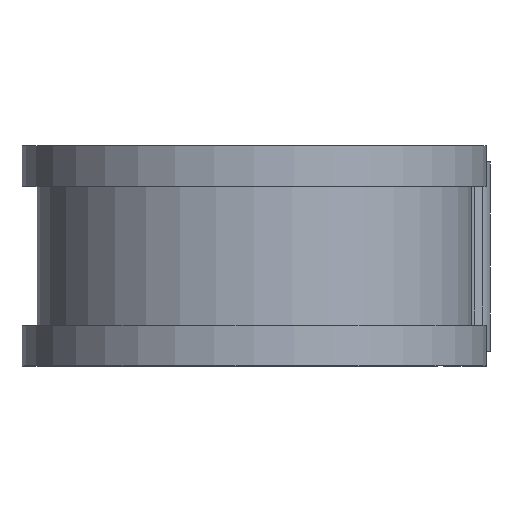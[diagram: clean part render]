
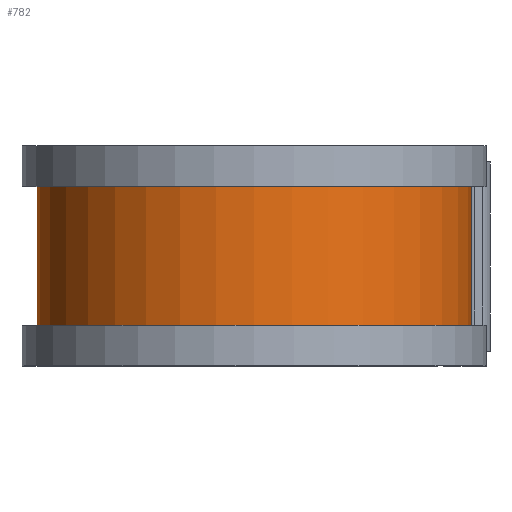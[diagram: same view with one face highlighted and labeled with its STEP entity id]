
A CAD part, top view. The second image highlights one B-rep face of the part: STEP entity #782.
In plain terms, the highlighted cylindrical face has radius 21.793 mm (diameter 43.586 mm), a partial arc.
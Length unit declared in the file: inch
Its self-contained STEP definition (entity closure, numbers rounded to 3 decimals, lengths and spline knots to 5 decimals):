
#14 = DIRECTION ( 'NONE',  ( 0., -1., 0. ) ) ;
#74 = VERTEX_POINT ( 'NONE', #1192 ) ;
#108 = DIRECTION ( 'NONE',  ( 0., 0., -1. ) ) ;
#123 = DIRECTION ( 'NONE',  ( 0., -1., 0. ) ) ;
#149 = CARTESIAN_POINT ( 'NONE',  ( 0., -0.275, 0. ) ) ;
#167 = DIRECTION ( 'NONE',  ( 0., -1., 0. ) ) ;
#202 = FACE_OUTER_BOUND ( 'NONE', #1049, .T. ) ;
#218 = CIRCLE ( 'NONE', #490, 0.858 ) ;
#223 = CARTESIAN_POINT ( 'NONE',  ( 0., 0.275, 0. ) ) ;
#252 = DIRECTION ( 'NONE',  ( 0., -1., 0. ) ) ;
#256 = DIRECTION ( 'NONE',  ( 0., 0., -1. ) ) ;
#347 = EDGE_CURVE ( 'NONE', #74, #1502, #1625, .T. ) ;
#372 = CARTESIAN_POINT ( 'NONE',  ( 0., -0.275, -0.858 ) ) ;
#462 = VERTEX_POINT ( 'NONE', #372 ) ;
#490 = AXIS2_PLACEMENT_3D ( 'NONE', #149, #123, #108 ) ;
#537 = AXIS2_PLACEMENT_3D ( 'NONE', #223, #252, #256 ) ;
#549 = CYLINDRICAL_SURFACE ( 'NONE', #880, 0.858 ) ;
#583 = CARTESIAN_POINT ( 'NONE',  ( 0.858, -0.275, 0. ) ) ;
#754 = CARTESIAN_POINT ( 'NONE',  ( 0., 0.275, -0.858 ) ) ;
#782 = ADVANCED_FACE ( 'NONE', ( #202 ), #549, .T. ) ;
#805 = CARTESIAN_POINT ( 'NONE',  ( 0.858, 0.375, 0. ) ) ;
#880 = AXIS2_PLACEMENT_3D ( 'NONE', #1321, #1000, #1016 ) ;
#959 = VECTOR ( 'NONE', #14, 39.37008 ) ;
#968 = EDGE_CURVE ( 'NONE', #74, #1170, #1724, .T. ) ;
#996 = ORIENTED_EDGE ( 'NONE', *, *, #1112, .F. ) ;
#1000 = DIRECTION ( 'NONE',  ( 0., -1., 0. ) ) ;
#1016 = DIRECTION ( 'NONE',  ( 0., 0., -1. ) ) ;
#1023 = ORIENTED_EDGE ( 'NONE', *, *, #968, .F. ) ;
#1049 = EDGE_LOOP ( 'NONE', ( #1023, #1328, #1711, #996 ) ) ;
#1095 = VECTOR ( 'NONE', #167, 39.37008 ) ;
#1112 = EDGE_CURVE ( 'NONE', #1170, #462, #218, .T. ) ;
#1170 = VERTEX_POINT ( 'NONE', #583 ) ;
#1192 = CARTESIAN_POINT ( 'NONE',  ( 0.858, 0.275, 0. ) ) ;
#1200 = CARTESIAN_POINT ( 'NONE',  ( 0., 0.375, -0.858 ) ) ;
#1251 = EDGE_CURVE ( 'NONE', #1502, #462, #1557, .T. ) ;
#1321 = CARTESIAN_POINT ( 'NONE',  ( 0., 0.375, 0. ) ) ;
#1328 = ORIENTED_EDGE ( 'NONE', *, *, #347, .T. ) ;
#1502 = VERTEX_POINT ( 'NONE', #754 ) ;
#1557 = LINE ( 'NONE', #1200, #1095 ) ;
#1625 = CIRCLE ( 'NONE', #537, 0.858 ) ;
#1711 = ORIENTED_EDGE ( 'NONE', *, *, #1251, .T. ) ;
#1724 = LINE ( 'NONE', #805, #959 ) ;
